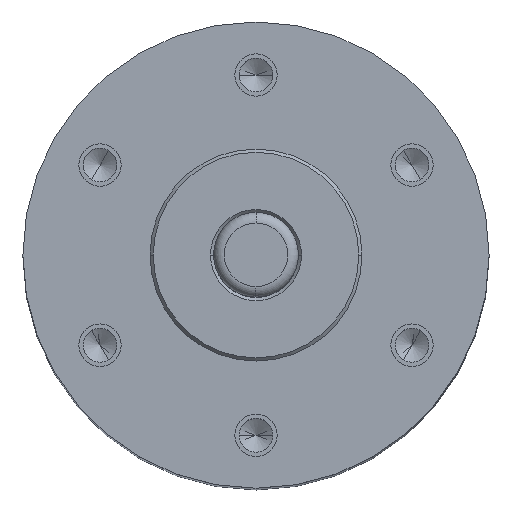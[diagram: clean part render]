
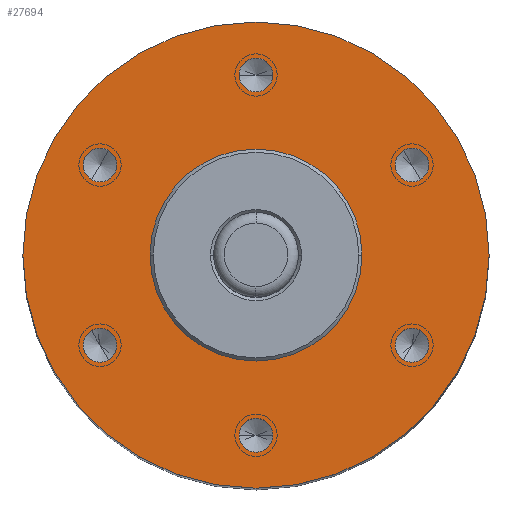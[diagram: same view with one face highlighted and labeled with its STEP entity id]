
A CAD part, top view. The second image highlights one B-rep face of the part: STEP entity #27694.
In plain terms, the highlighted planar face has unit normal (0, 0, 1).
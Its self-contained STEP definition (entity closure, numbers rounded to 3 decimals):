
#27020=CARTESIAN_POINT('',(0.,0.,0.));
#27021=DIRECTION('',(0.,0.,-1.));
#27022=DIRECTION('',(0.,1.,0.));
#27023=AXIS2_PLACEMENT_3D('',#27020,#27021,#27022);
#27052=CARTESIAN_POINT('',(0.,0.,0.));
#27053=DIRECTION('',(0.,0.,1.));
#27054=DIRECTION('',(0.,1.,0.));
#27055=AXIS2_PLACEMENT_3D('',#27052,#27053,#27054);
#27061=CARTESIAN_POINT('',(0.,0.,0.));
#27062=DIRECTION('',(0.,0.,1.));
#27063=DIRECTION('',(0.,1.,0.));
#27064=AXIS2_PLACEMENT_3D('',#27061,#27062,#27063);
#27066=CARTESIAN_POINT('',(0.,0.,0.));
#27067=DIRECTION('',(0.,0.,-1.));
#27068=DIRECTION('',(0.,1.,0.));
#27069=AXIS2_PLACEMENT_3D('',#27066,#27067,#27068);
#27071=CARTESIAN_POINT('',(0.,8.5,0.));
#27072=DIRECTION('',(0.,0.,1.));
#27073=DIRECTION('',(-1.,0.,0.));
#27074=AXIS2_PLACEMENT_3D('',#27071,#27072,#27073);
#27076=CARTESIAN_POINT('',(0.,8.5,0.));
#27077=DIRECTION('',(0.,0.,1.));
#27078=DIRECTION('',(1.,0.,0.));
#27079=AXIS2_PLACEMENT_3D('',#27076,#27077,#27078);
#27081=CARTESIAN_POINT('',(7.361,4.25,0.));
#27082=DIRECTION('',(0.,0.,1.));
#27083=DIRECTION('',(-0.5,0.866,0.));
#27084=AXIS2_PLACEMENT_3D('',#27081,#27082,#27083);
#27086=CARTESIAN_POINT('',(7.361,4.25,0.));
#27087=DIRECTION('',(0.,0.,1.));
#27088=DIRECTION('',(0.5,-0.866,0.));
#27089=AXIS2_PLACEMENT_3D('',#27086,#27087,#27088);
#27091=CARTESIAN_POINT('',(7.361,-4.25,0.));
#27092=DIRECTION('',(0.,0.,1.));
#27093=DIRECTION('',(0.5,0.866,0.));
#27094=AXIS2_PLACEMENT_3D('',#27091,#27092,#27093);
#27096=CARTESIAN_POINT('',(7.361,-4.25,0.));
#27097=DIRECTION('',(0.,0.,1.));
#27098=DIRECTION('',(-0.5,-0.866,0.));
#27099=AXIS2_PLACEMENT_3D('',#27096,#27097,#27098);
#27101=CARTESIAN_POINT('',(0.,-8.5,0.));
#27102=DIRECTION('',(0.,0.,1.));
#27103=DIRECTION('',(1.,0.,0.));
#27104=AXIS2_PLACEMENT_3D('',#27101,#27102,#27103);
#27106=CARTESIAN_POINT('',(0.,-8.5,0.));
#27107=DIRECTION('',(0.,0.,1.));
#27108=DIRECTION('',(-1.,0.,0.));
#27109=AXIS2_PLACEMENT_3D('',#27106,#27107,#27108);
#27111=CARTESIAN_POINT('',(-7.361,-4.25,0.));
#27112=DIRECTION('',(0.,0.,1.));
#27113=DIRECTION('',(0.5,-0.866,0.));
#27114=AXIS2_PLACEMENT_3D('',#27111,#27112,#27113);
#27116=CARTESIAN_POINT('',(-7.361,-4.25,0.));
#27117=DIRECTION('',(0.,0.,1.));
#27118=DIRECTION('',(-0.5,0.866,0.));
#27119=AXIS2_PLACEMENT_3D('',#27116,#27117,#27118);
#27121=CARTESIAN_POINT('',(-7.361,4.25,0.));
#27122=DIRECTION('',(0.,0.,1.));
#27123=DIRECTION('',(-0.5,-0.866,0.));
#27124=AXIS2_PLACEMENT_3D('',#27121,#27122,#27123);
#27126=CARTESIAN_POINT('',(-7.361,4.25,0.));
#27127=DIRECTION('',(0.,0.,1.));
#27128=DIRECTION('',(0.5,0.866,0.));
#27129=AXIS2_PLACEMENT_3D('',#27126,#27127,#27128);
#27478=CARTESIAN_POINT('',(0.,11.,0.));
#27480=VERTEX_POINT('',#27478);
#27494=CARTESIAN_POINT('',(0.,-11.,0.));
#27496=VERTEX_POINT('',#27494);
#27497=CARTESIAN_POINT('',(0.,5.,0.));
#27498=CARTESIAN_POINT('',(0.,-5.,0.));
#27499=VERTEX_POINT('',#27497);
#27500=VERTEX_POINT('',#27498);
#27531=CARTESIAN_POINT('',(-0.8,8.5,0.));
#27532=CARTESIAN_POINT('',(0.8,8.5,0.));
#27533=VERTEX_POINT('',#27531);
#27534=VERTEX_POINT('',#27532);
#27541=CARTESIAN_POINT('',(6.961,4.943,0.));
#27542=CARTESIAN_POINT('',(7.761,3.557,0.));
#27543=VERTEX_POINT('',#27541);
#27544=VERTEX_POINT('',#27542);
#27551=CARTESIAN_POINT('',(7.761,-3.557,0.));
#27552=CARTESIAN_POINT('',(6.961,-4.943,0.));
#27553=VERTEX_POINT('',#27551);
#27554=VERTEX_POINT('',#27552);
#27561=CARTESIAN_POINT('',(0.8,-8.5,0.));
#27562=CARTESIAN_POINT('',(-0.8,-8.5,0.));
#27563=VERTEX_POINT('',#27561);
#27564=VERTEX_POINT('',#27562);
#27571=CARTESIAN_POINT('',(-6.961,-4.943,0.));
#27572=CARTESIAN_POINT('',(-7.761,-3.557,0.));
#27573=VERTEX_POINT('',#27571);
#27574=VERTEX_POINT('',#27572);
#27581=CARTESIAN_POINT('',(-7.761,3.557,0.));
#27582=CARTESIAN_POINT('',(-6.961,4.943,0.));
#27583=VERTEX_POINT('',#27581);
#27584=VERTEX_POINT('',#27582);
#27643=CARTESIAN_POINT('',(0.,0.,0.));
#27644=DIRECTION('',(0.,0.,-1.));
#27645=DIRECTION('',(0.,-1.,0.));
#27646=AXIS2_PLACEMENT_3D('',#27643,#27644,#27645);
#27647=PLANE('',#27646);
#27649=ORIENTED_EDGE('',*,*,#27648,.F.);
#27651=ORIENTED_EDGE('',*,*,#27650,.T.);
#27652=EDGE_LOOP('',(#27649,#27651));
#27653=FACE_OUTER_BOUND('',#27652,.F.);
#27654=ORIENTED_EDGE('',*,*,#27594,.F.);
#27655=ORIENTED_EDGE('',*,*,#27637,.T.);
#27656=EDGE_LOOP('',(#27654,#27655));
#27657=FACE_BOUND('',#27656,.F.);
#27659=ORIENTED_EDGE('',*,*,#27658,.T.);
#27661=ORIENTED_EDGE('',*,*,#27660,.T.);
#27662=EDGE_LOOP('',(#27659,#27661));
#27663=FACE_BOUND('',#27662,.F.);
#27665=ORIENTED_EDGE('',*,*,#27664,.T.);
#27667=ORIENTED_EDGE('',*,*,#27666,.T.);
#27668=EDGE_LOOP('',(#27665,#27667));
#27669=FACE_BOUND('',#27668,.F.);
#27671=ORIENTED_EDGE('',*,*,#27670,.T.);
#27673=ORIENTED_EDGE('',*,*,#27672,.T.);
#27674=EDGE_LOOP('',(#27671,#27673));
#27675=FACE_BOUND('',#27674,.F.);
#27677=ORIENTED_EDGE('',*,*,#27676,.T.);
#27679=ORIENTED_EDGE('',*,*,#27678,.T.);
#27680=EDGE_LOOP('',(#27677,#27679));
#27681=FACE_BOUND('',#27680,.F.);
#27683=ORIENTED_EDGE('',*,*,#27682,.T.);
#27685=ORIENTED_EDGE('',*,*,#27684,.T.);
#27686=EDGE_LOOP('',(#27683,#27685));
#27687=FACE_BOUND('',#27686,.F.);
#27689=ORIENTED_EDGE('',*,*,#27688,.T.);
#27691=ORIENTED_EDGE('',*,*,#27690,.T.);
#27692=EDGE_LOOP('',(#27689,#27691));
#27693=FACE_BOUND('',#27692,.F.);
#27694=ADVANCED_FACE('',(#27653,#27657,#27663,#27669,#27675,#27681,#27687,
#27693),#27647,.F.);
#27024=CIRCLE('',#27023,5.);
#27056=CIRCLE('',#27055,5.);
#27065=CIRCLE('',#27064,11.);
#27070=CIRCLE('',#27069,11.);
#27075=CIRCLE('',#27074,0.8);
#27080=CIRCLE('',#27079,0.8);
#27085=CIRCLE('',#27084,0.8);
#27090=CIRCLE('',#27089,0.8);
#27095=CIRCLE('',#27094,0.8);
#27100=CIRCLE('',#27099,0.8);
#27105=CIRCLE('',#27104,0.8);
#27110=CIRCLE('',#27109,0.8);
#27115=CIRCLE('',#27114,0.8);
#27120=CIRCLE('',#27119,0.8);
#27125=CIRCLE('',#27124,0.8);
#27130=CIRCLE('',#27129,0.8);
#27594=EDGE_CURVE('',#27499,#27500,#27024,.T.);
#27637=EDGE_CURVE('',#27499,#27500,#27056,.T.);
#27648=EDGE_CURVE('',#27480,#27496,#27065,.T.);
#27650=EDGE_CURVE('',#27480,#27496,#27070,.T.);
#27658=EDGE_CURVE('',#27533,#27534,#27075,.T.);
#27660=EDGE_CURVE('',#27534,#27533,#27080,.T.);
#27664=EDGE_CURVE('',#27543,#27544,#27085,.T.);
#27666=EDGE_CURVE('',#27544,#27543,#27090,.T.);
#27670=EDGE_CURVE('',#27553,#27554,#27095,.T.);
#27672=EDGE_CURVE('',#27554,#27553,#27100,.T.);
#27676=EDGE_CURVE('',#27563,#27564,#27105,.T.);
#27678=EDGE_CURVE('',#27564,#27563,#27110,.T.);
#27682=EDGE_CURVE('',#27573,#27574,#27115,.T.);
#27684=EDGE_CURVE('',#27574,#27573,#27120,.T.);
#27688=EDGE_CURVE('',#27583,#27584,#27125,.T.);
#27690=EDGE_CURVE('',#27584,#27583,#27130,.T.);
